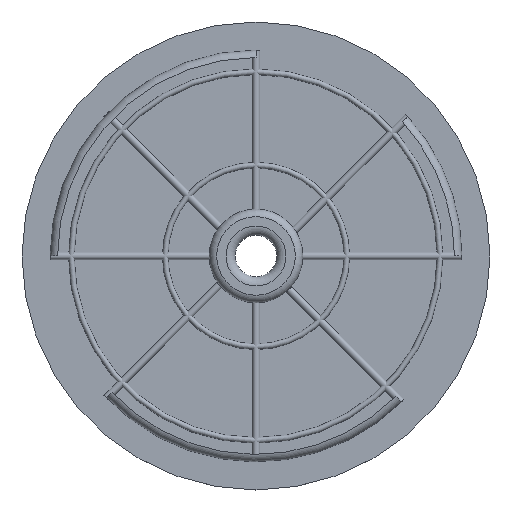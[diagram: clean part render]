
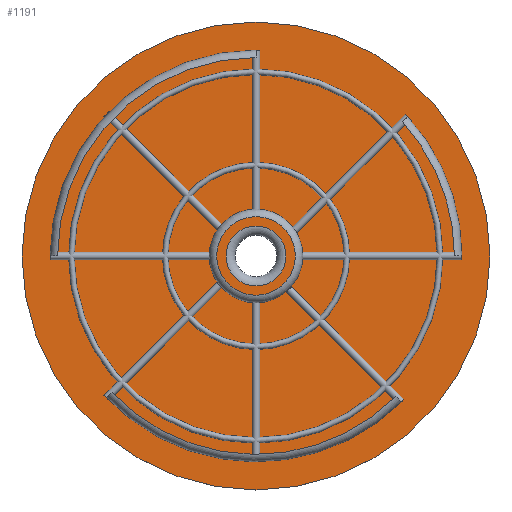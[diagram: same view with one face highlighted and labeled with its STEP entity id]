
A CAD part, top view. The second image highlights one B-rep face of the part: STEP entity #1191.
In plain terms, the highlighted planar face has unit normal (0, 0, 1).
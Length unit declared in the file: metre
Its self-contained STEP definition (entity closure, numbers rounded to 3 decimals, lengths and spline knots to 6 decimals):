
#309=PLANE('',#1509);
#601=ORIENTED_EDGE('',*,*,#753,.T.);
#602=ORIENTED_EDGE('',*,*,#751,.T.);
#751=EDGE_CURVE('',#855,#855,#905,.T.);
#753=EDGE_CURVE('',#857,#857,#907,.F.);
#855=VERTEX_POINT('',#2245);
#857=VERTEX_POINT('',#2250);
#905=CIRCLE('',#1507,0.125);
#907=CIRCLE('',#1510,0.016);
#1001=EDGE_LOOP('',(#601));
#1002=EDGE_LOOP('',(#602));
#1099=FACE_BOUND('',#1001,.T.);
#1100=FACE_BOUND('',#1002,.T.);
#1191=ADVANCED_FACE('',(#1099,#1100),#309,.T.);
#1507=AXIS2_PLACEMENT_3D('',#2244,#1892,#1893);
#1509=AXIS2_PLACEMENT_3D('',#2248,#1896,#1897);
#1510=AXIS2_PLACEMENT_3D('',#2249,#1898,#1899);
#1892=DIRECTION('',(0.,0.,1.));
#1893=DIRECTION('',(1.,0.,0.));
#1896=DIRECTION('',(0.,0.,1.));
#1897=DIRECTION('',(1.,0.,0.));
#1898=DIRECTION('',(0.,0.,1.));
#1899=DIRECTION('',(1.,0.,0.));
#2244=CARTESIAN_POINT('',(0.,0.,0.004));
#2245=CARTESIAN_POINT('',(0.125,0.,0.004));
#2248=CARTESIAN_POINT('',(0.,0.,0.004));
#2249=CARTESIAN_POINT('',(0.,0.,0.004));
#2250=CARTESIAN_POINT('',(0.016,0.,0.004));
